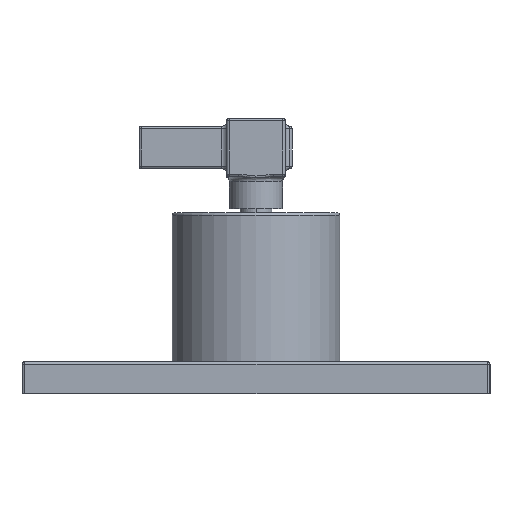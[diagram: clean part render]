
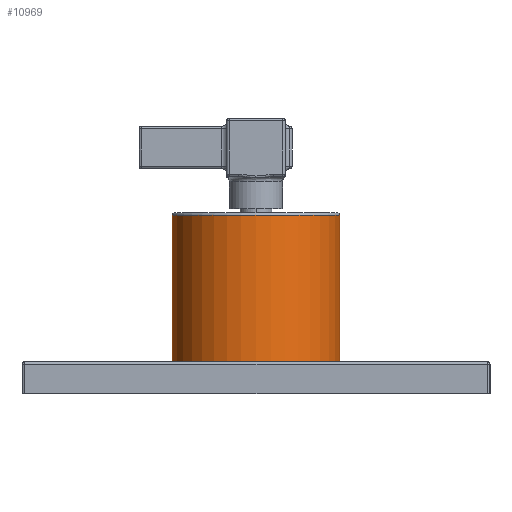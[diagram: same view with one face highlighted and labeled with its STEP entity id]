
A CAD part, left-side view. The second image highlights one B-rep face of the part: STEP entity #10969.
In plain terms, the highlighted cylindrical face has radius 25.019 mm (diameter 50.038 mm), a partial arc.
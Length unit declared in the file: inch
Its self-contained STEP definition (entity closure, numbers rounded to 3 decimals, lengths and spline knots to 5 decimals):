
#1017=CARTESIAN_POINT('',(0.,0.,0.375));
#1018=DIRECTION('',(0.,0.,1.));
#1019=DIRECTION('',(0.,1.,0.));
#1020=AXIS2_PLACEMENT_3D('',#1017,#1018,#1019);
#3632=DIRECTION('',(0.,0.,1.));
#3633=VECTOR('',#3632,1.72067);
#3634=CARTESIAN_POINT('',(0.,0.985,0.375));
#3635=LINE('',#3634,#3633);
#3636=DIRECTION('',(0.,0.,1.));
#3637=VECTOR('',#3636,1.72067);
#3638=CARTESIAN_POINT('',(0.,-0.985,0.375));
#3639=LINE('',#3638,#3637);
#3650=CARTESIAN_POINT('',(0.,0.,2.09567));
#3651=DIRECTION('',(0.,0.,1.));
#3652=DIRECTION('',(0.,1.,0.));
#3653=AXIS2_PLACEMENT_3D('',#3650,#3651,#3652);
#5317=CARTESIAN_POINT('',(0.,0.985,2.09567));
#5318=CARTESIAN_POINT('',(0.,-0.985,2.09567));
#5319=VERTEX_POINT('',#5317);
#5320=VERTEX_POINT('',#5318);
#5321=CARTESIAN_POINT('',(0.,0.985,0.375));
#5322=CARTESIAN_POINT('',(0.,-0.985,0.375));
#5323=VERTEX_POINT('',#5321);
#5324=VERTEX_POINT('',#5322);
#10955=CARTESIAN_POINT('',(0.,0.,0.34067));
#10956=DIRECTION('',(0.,0.,1.));
#10957=DIRECTION('',(0.,1.,0.));
#10958=AXIS2_PLACEMENT_3D('',#10955,#10956,#10957);
#10959=CYLINDRICAL_SURFACE('',#10958,0.985);
#10960=ORIENTED_EDGE('',*,*,#6010,.F.);
#10962=ORIENTED_EDGE('',*,*,#10961,.T.);
#10964=ORIENTED_EDGE('',*,*,#10963,.T.);
#10966=ORIENTED_EDGE('',*,*,#10965,.F.);
#10967=EDGE_LOOP('',(#10960,#10962,#10964,#10966));
#10968=FACE_OUTER_BOUND('',#10967,.F.);
#10969=ADVANCED_FACE('',(#10968),#10959,.T.);
#1021=CIRCLE('',#1020,0.985);
#3654=CIRCLE('',#3653,0.985);
#6010=EDGE_CURVE('',#5323,#5324,#1021,.T.);
#10961=EDGE_CURVE('',#5323,#5319,#3635,.T.);
#10963=EDGE_CURVE('',#5319,#5320,#3654,.T.);
#10965=EDGE_CURVE('',#5324,#5320,#3639,.T.);
